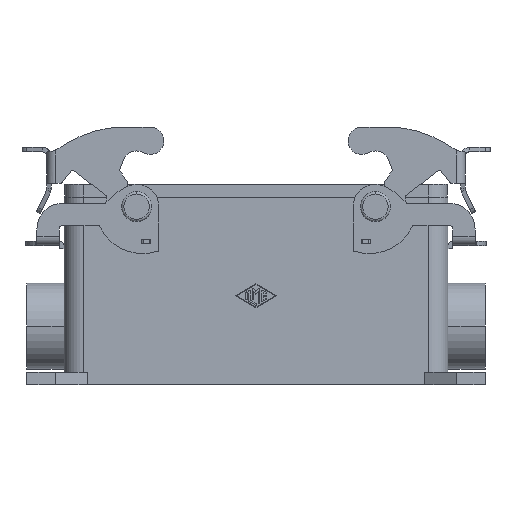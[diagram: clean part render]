
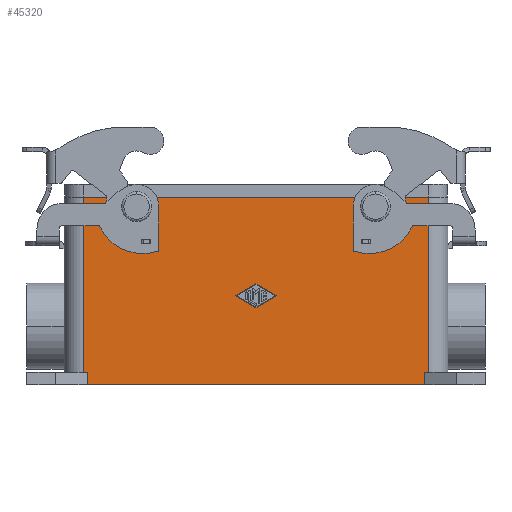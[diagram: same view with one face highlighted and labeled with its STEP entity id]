
A CAD part, front view. The second image highlights one B-rep face of the part: STEP entity #45320.
In plain terms, the highlighted planar face has unit normal (0, -1, 0).
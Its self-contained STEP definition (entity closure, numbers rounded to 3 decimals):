
#12940=CARTESIAN_POINT('',(0.,-22.25,
-1.5));
#12950=VERTEX_POINT('',#12940);
#13130=CARTESIAN_POINT('',(0.,-22.25,1.5)
);
#13140=VERTEX_POINT('',#13130);
#13170=CARTESIAN_POINT('',(0.,-22.25,0.));
#13180=DIRECTION('',(0.,1.,0.));
#13190=DIRECTION('',(0.,0.,1.));
#13200=AXIS2_PLACEMENT_3D('',#13170,#13180,#13190);
#13210=CIRCLE('',#13200,1.5);
#13220=EDGE_CURVE('',#13140,#12950,#13210,.T.);
#18590=CARTESIAN_POINT('',(-75.,-22.25,-1.5));
#18600=VERTEX_POINT('',#18590);
#18650=CARTESIAN_POINT('',(-75.,-22.25,0.));
#18660=DIRECTION('',(0.,1.,0.));
#18670=DIRECTION('',(0.,0.,1.));
#18680=AXIS2_PLACEMENT_3D('',#18650,#18660,#18670);
#18690=CIRCLE('',#18680,1.5);
#18700=CARTESIAN_POINT('',(-75.,-22.25,1.5));
#18710=VERTEX_POINT('',#18700);
#18720=EDGE_CURVE('',#18600,#18710,#18690,.T.);
#34920=CARTESIAN_POINT('',(-37.5,-22.25,-31.749));
#34930=VERTEX_POINT('',#34920);
#34980=CARTESIAN_POINT('',(-37.5,-22.25,-31.749));
#34990=DIRECTION('',(-0.866,0.,0.5));
#35000=VECTOR('',#34990,7.504);
#35010=LINE('',#34980,#35000);
#35020=CARTESIAN_POINT('',(-44.,-22.25,-28.));
#35030=VERTEX_POINT('',#35020);
#35040=EDGE_CURVE('',#34930,#35030,#35010,.T.);
#35390=CARTESIAN_POINT('',(-31.,-22.25,-28.));
#35400=VERTEX_POINT('',#35390);
#35450=CARTESIAN_POINT('',(-31.,-22.25,-28.));
#35460=DIRECTION('',(-0.866,0.,-0.5));
#35470=VECTOR('',#35460,7.504);
#35480=LINE('',#35450,#35470);
#35490=EDGE_CURVE('',#35400,#34930,#35480,.T.);
#35770=CARTESIAN_POINT('',(-37.5,-22.25,-24.251));
#35780=VERTEX_POINT('',#35770);
#35830=CARTESIAN_POINT('',(-37.5,-22.25,-24.251));
#35840=DIRECTION('',(0.866,0.,-0.5));
#35850=VECTOR('',#35840,7.504);
#35860=LINE('',#35830,#35850);
#35870=EDGE_CURVE('',#35780,#35400,#35860,.T.);
#36120=CARTESIAN_POINT('',(-44.,-22.25,-28.));
#36130=DIRECTION('',(0.866,0.,0.5));
#36140=VECTOR('',#36130,7.504);
#36150=LINE('',#36120,#36140);
#36160=EDGE_CURVE('',#35030,#35780,#36150,.T.);
#44450=CARTESIAN_POINT('',(15.5,-22.25,-56.));
#44460=DIRECTION('',(0.,-1.,0.));
#44470=DIRECTION('',(0.,0.,-1.));
#44480=AXIS2_PLACEMENT_3D('',#44450,#44460,#44470);
#44490=PLANE('',#44480);
#44500=CARTESIAN_POINT('',(-90.5,-22.25,-52.));
#44510=DIRECTION('',(-1.,0.,0.));
#44520=VECTOR('',#44510,1.25);
#44530=LINE('',#44500,#44520);
#44540=CARTESIAN_POINT('',(-90.5,-22.25,-52.));
#44550=VERTEX_POINT('',#44540);
#44560=CARTESIAN_POINT('',(-91.75,-22.25,-52.));
#44570=VERTEX_POINT('',#44560);
#44580=EDGE_CURVE('',#44550,#44570,#44530,.T.);
#44590=ORIENTED_EDGE('',*,*,#44580,.F.);
#44600=CARTESIAN_POINT('',(-91.75,-22.25,-52.));
#44610=DIRECTION('',(0.,0.,1.));
#44620=VECTOR('',#44610,55.);
#44630=LINE('',#44600,#44620);
#44640=CARTESIAN_POINT('',(-91.75,-22.25,3.));
#44650=VERTEX_POINT('',#44640);
#44660=EDGE_CURVE('',#44570,#44650,#44630,.T.);
#44670=ORIENTED_EDGE('',*,*,#44660,.F.);
#44680=CARTESIAN_POINT('',(16.75,-22.25,3.));
#44690=DIRECTION('',(-1.,0.,0.));
#44700=VECTOR('',#44690,108.5);
#44710=LINE('',#44680,#44700);
#44720=CARTESIAN_POINT('',(16.75,-22.25,3.));
#44730=VERTEX_POINT('',#44720);
#44740=EDGE_CURVE('',#44730,#44650,#44710,.T.);
#44750=ORIENTED_EDGE('',*,*,#44740,.T.);
#44760=CARTESIAN_POINT('',(16.75,-22.25,-52.));
#44770=DIRECTION('',(0.,0.,1.));
#44780=VECTOR('',#44770,55.);
#44790=LINE('',#44760,#44780);
#44800=CARTESIAN_POINT('',(16.75,-22.25,-52.));
#44810=VERTEX_POINT('',#44800);
#44820=EDGE_CURVE('',#44810,#44730,#44790,.T.);
#44830=ORIENTED_EDGE('',*,*,#44820,.T.);
#44840=CARTESIAN_POINT('',(16.75,-22.25,-52.));
#44850=DIRECTION('',(-1.,0.,0.));
#44860=VECTOR('',#44850,1.25);
#44870=LINE('',#44840,#44860);
#44880=CARTESIAN_POINT('',(15.5,-22.25,-52.));
#44890=VERTEX_POINT('',#44880);
#44900=EDGE_CURVE('',#44810,#44890,#44870,.T.);
#44910=ORIENTED_EDGE('',*,*,#44900,.F.);
#44920=CARTESIAN_POINT('',(15.5,-22.25,-56.));
#44930=DIRECTION('',(0.,0.,1.));
#44940=VECTOR('',#44930,4.);
#44950=LINE('',#44920,#44940);
#44960=CARTESIAN_POINT('',(15.5,-22.25,-56.));
#44970=VERTEX_POINT('',#44960);
#44980=EDGE_CURVE('',#44970,#44890,#44950,.T.);
#44990=ORIENTED_EDGE('',*,*,#44980,.T.);
#45000=CARTESIAN_POINT('',(15.5,-22.25,-56.));
#45010=DIRECTION('',(-1.,0.,0.));
#45020=VECTOR('',#45010,106.);
#45030=LINE('',#45000,#45020);
#45040=CARTESIAN_POINT('',(-90.5,-22.25,-56.));
#45050=VERTEX_POINT('',#45040);
#45060=EDGE_CURVE('',#44970,#45050,#45030,.T.);
#45070=ORIENTED_EDGE('',*,*,#45060,.F.);
#45080=CARTESIAN_POINT('',(-90.5,-22.25,-56.));
#45090=DIRECTION('',(0.,0.,1.));
#45100=VECTOR('',#45090,4.);
#45110=LINE('',#45080,#45100);
#45120=EDGE_CURVE('',#45050,#44550,#45110,.T.);
#45130=ORIENTED_EDGE('',*,*,#45120,.F.);
#45140=EDGE_LOOP('',(#45130,#45070,#44990,#44910,#44830,#44750,#44670,
#44590));
#45150=FACE_OUTER_BOUND('',#45140,.T.);
#45160=EDGE_CURVE('',#12950,#13140,#13210,.T.);
#45170=ORIENTED_EDGE('',*,*,#45160,.T.);
#45180=ORIENTED_EDGE('',*,*,#13220,.T.);
#45190=EDGE_LOOP('',(#45180,#45170));
#45200=FACE_BOUND('',#45190,.T.);
#45210=ORIENTED_EDGE('',*,*,#18720,.T.);
#45220=EDGE_CURVE('',#18710,#18600,#18690,.T.);
#45230=ORIENTED_EDGE('',*,*,#45220,.T.);
#45240=EDGE_LOOP('',(#45230,#45210));
#45250=FACE_BOUND('',#45240,.T.);
#45260=ORIENTED_EDGE('',*,*,#35490,.T.);
#45270=ORIENTED_EDGE('',*,*,#35870,.T.);
#45280=ORIENTED_EDGE('',*,*,#36160,.T.);
#45290=ORIENTED_EDGE('',*,*,#35040,.T.);
#45300=EDGE_LOOP('',(#45290,#45280,#45270,#45260));
#45310=FACE_BOUND('',#45300,.T.);
#45320=ADVANCED_FACE('',(#45150,#45200,#45250,#45310),#44490,.T.);
